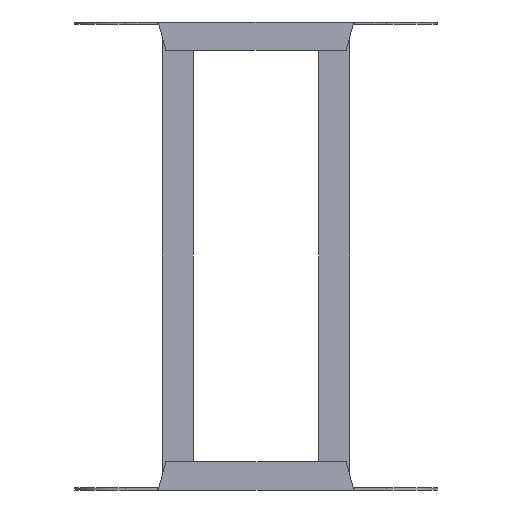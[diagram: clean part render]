
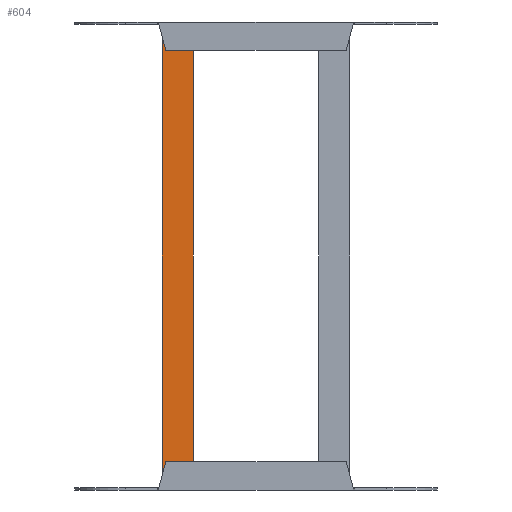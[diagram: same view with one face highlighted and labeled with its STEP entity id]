
A CAD part, front view. The second image highlights one B-rep face of the part: STEP entity #604.
In plain terms, the highlighted planar face has unit normal (0, -1, 0).
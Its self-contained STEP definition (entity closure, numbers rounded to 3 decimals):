
#4 = CARTESIAN_POINT ( 'NONE',  ( 11.5, 0., -221. ) ) ;
#82 = CARTESIAN_POINT ( 'NONE',  ( 15., 0., -221. ) ) ;
#87 = EDGE_CURVE ( 'NONE', #3054, #992, #824, .T. ) ;
#159 = VECTOR ( 'NONE', #773, 1000. ) ;
#168 = LINE ( 'NONE', #2291, #159 ) ;
#226 = DIRECTION ( 'NONE',  ( 0., 0., 1. ) ) ;
#242 = DIRECTION ( 'NONE',  ( -1., 0., 0. ) ) ;
#319 = EDGE_CURVE ( 'NONE', #2411, #3054, #168, .T. ) ;
#321 = PLANE ( 'NONE',  #3295 ) ;
#574 = VECTOR ( 'NONE', #1833, 1000. ) ;
#604 = ADVANCED_FACE ( 'NONE', ( #2869 ), #321, .F. ) ;
#605 = CARTESIAN_POINT ( 'NONE',  ( -11.5, 0., -221. ) ) ;
#615 = VECTOR ( 'NONE', #2737, 1000. ) ;
#626 = EDGE_CURVE ( 'NONE', #3350, #992, #2751, .T. ) ;
#672 = EDGE_CURVE ( 'NONE', #3350, #1345, #2615, .T. ) ;
#685 = VECTOR ( 'NONE', #897, 1000. ) ;
#773 = DIRECTION ( 'NONE',  ( 1., 0., 0. ) ) ;
#824 = LINE ( 'NONE', #82, #685 ) ;
#897 = DIRECTION ( 'NONE',  ( 0., 0., 1. ) ) ;
#970 = DIRECTION ( 'NONE',  ( 0., 1., 0. ) ) ;
#992 = VERTEX_POINT ( 'NONE', #3112 ) ;
#1007 = EDGE_CURVE ( 'NONE', #1345, #2694, #1470, .T. ) ;
#1137 = CARTESIAN_POINT ( 'NONE',  ( -11.5, 0., -221. ) ) ;
#1155 = CARTESIAN_POINT ( 'NONE',  ( -15., 0., -221. ) ) ;
#1267 = CARTESIAN_POINT ( 'NONE',  ( -11.5, 0., -221. ) ) ;
#1302 = VERTEX_POINT ( 'NONE', #1137 ) ;
#1316 = VERTEX_POINT ( 'NONE', #1155 ) ;
#1345 = VERTEX_POINT ( 'NONE', #1479 ) ;
#1382 = CARTESIAN_POINT ( 'NONE',  ( -11.5, 0., 221. ) ) ;
#1434 = DIRECTION ( 'NONE',  ( 1., 0., 0. ) ) ;
#1470 = LINE ( 'NONE', #2959, #1589 ) ;
#1479 = CARTESIAN_POINT ( 'NONE',  ( -11.5, 0., 221. ) ) ;
#1495 = EDGE_LOOP ( 'NONE', ( #1846, #3281, #3161, #2171, #2208, #2332, #2636, #2529 ) ) ;
#1513 = CARTESIAN_POINT ( 'NONE',  ( -11.5, 0., 221. ) ) ;
#1589 = VECTOR ( 'NONE', #1775, 1000. ) ;
#1606 = LINE ( 'NONE', #1267, #574 ) ;
#1701 = DIRECTION ( 'NONE',  ( -1., 0., 0. ) ) ;
#1775 = DIRECTION ( 'NONE',  ( -1., 0., 0. ) ) ;
#1800 = CARTESIAN_POINT ( 'NONE',  ( 15., 0., -221. ) ) ;
#1833 = DIRECTION ( 'NONE',  ( -1., 0., 0. ) ) ;
#1839 = EDGE_CURVE ( 'NONE', #1316, #2694, #2967, .T. ) ;
#1846 = ORIENTED_EDGE ( 'NONE', *, *, #672, .T. ) ;
#1880 = EDGE_CURVE ( 'NONE', #2411, #1302, #3049, .T. ) ;
#1909 = CARTESIAN_POINT ( 'NONE',  ( 11.5, 0., 221. ) ) ;
#2171 = ORIENTED_EDGE ( 'NONE', *, *, #2945, .F. ) ;
#2208 = ORIENTED_EDGE ( 'NONE', *, *, #1880, .F. ) ;
#2240 = CARTESIAN_POINT ( 'NONE',  ( -11.5, 0., -221. ) ) ;
#2291 = CARTESIAN_POINT ( 'NONE',  ( 15., 0., -221. ) ) ;
#2332 = ORIENTED_EDGE ( 'NONE', *, *, #319, .T. ) ;
#2411 = VERTEX_POINT ( 'NONE', #4 ) ;
#2489 = CARTESIAN_POINT ( 'NONE',  ( -15., 0., 221. ) ) ;
#2529 = ORIENTED_EDGE ( 'NONE', *, *, #626, .F. ) ;
#2615 = LINE ( 'NONE', #1513, #2654 ) ;
#2636 = ORIENTED_EDGE ( 'NONE', *, *, #87, .T. ) ;
#2654 = VECTOR ( 'NONE', #242, 1000. ) ;
#2694 = VERTEX_POINT ( 'NONE', #2489 ) ;
#2737 = DIRECTION ( 'NONE',  ( 0., 0., 1. ) ) ;
#2751 = LINE ( 'NONE', #1382, #3073 ) ;
#2814 = VECTOR ( 'NONE', #1701, 1000. ) ;
#2869 = FACE_OUTER_BOUND ( 'NONE', #1495, .T. ) ;
#2945 = EDGE_CURVE ( 'NONE', #1302, #1316, #1606, .T. ) ;
#2959 = CARTESIAN_POINT ( 'NONE',  ( -15., 0., 221. ) ) ;
#2967 = LINE ( 'NONE', #3022, #615 ) ;
#3022 = CARTESIAN_POINT ( 'NONE',  ( -15., 0., -221. ) ) ;
#3049 = LINE ( 'NONE', #2240, #2814 ) ;
#3054 = VERTEX_POINT ( 'NONE', #1800 ) ;
#3073 = VECTOR ( 'NONE', #1434, 1000. ) ;
#3112 = CARTESIAN_POINT ( 'NONE',  ( 15., 0., 221. ) ) ;
#3161 = ORIENTED_EDGE ( 'NONE', *, *, #1839, .F. ) ;
#3281 = ORIENTED_EDGE ( 'NONE', *, *, #1007, .T. ) ;
#3295 = AXIS2_PLACEMENT_3D ( 'NONE', #605, #970, #226 ) ;
#3350 = VERTEX_POINT ( 'NONE', #1909 ) ;
